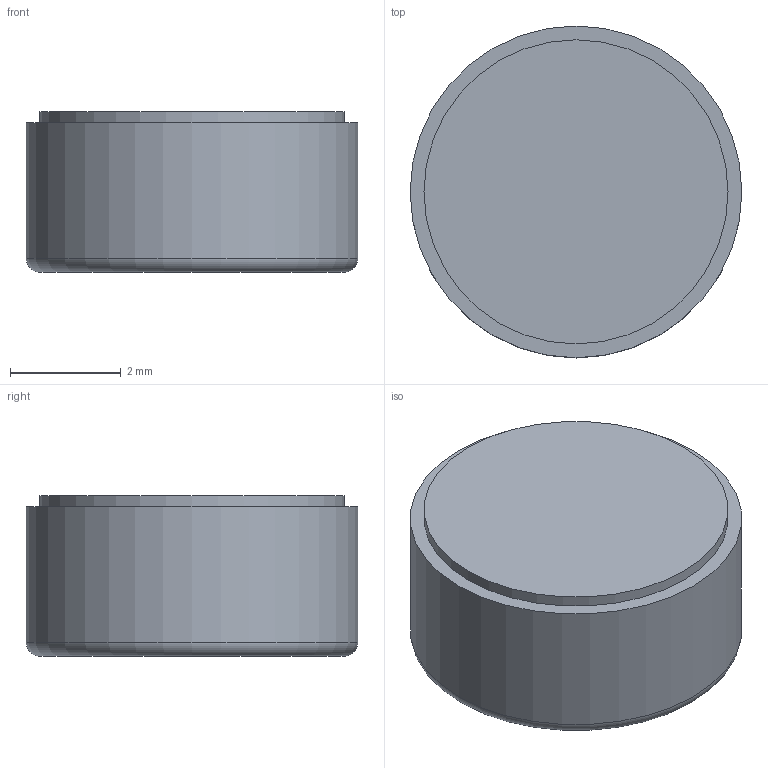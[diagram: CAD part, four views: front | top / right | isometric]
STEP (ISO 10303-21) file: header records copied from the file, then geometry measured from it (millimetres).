
FILE_DESCRIPTION(/* description */ ('Alibre Inc.'),/* implementation_level */ '2;1');
FILE_NAME(/* name */ 'export-147B813D-406A-4D55-9C82-B2274C394BB9',/* time_stamp */ '2018-12-01T10:28:48-06:00',/* author */ (''),/* organization */ (''),/* preprocessor_version */ 'ST-DEVELOPER v17',/* originating_system */ 'Alibre',/* authorisation */ '');
FILE_SCHEMA (('CONFIG_CONTROL_DESIGN'));
Length unit declared in the file: millimetre
Products named in the file (1): ID_1
Bounding box: 6 x 6 x 2.9 mm (x, y, z)
Volume: 72.3 mm3; surface area: 116.8 mm2
Topology: 1 solids, 1 shells, 17 faces, 37 edges, 23 vertices
Faces by surface type: cylinder 6, plane 5, sphere 4, torus 2
Full cylindrical faces by diameter (mm): 0.25 x2, 5.5 x1, 6 x1
Entity records: 492 total; most frequent: DIRECTION 75, CARTESIAN_POINT 65, ORIENTED_EDGE 52, AXIS2_PLACEMENT_3D 39, EDGE_LOOP 28, FACE_BOUND 28, EDGE_CURVE 26, VERTEX_POINT 22
